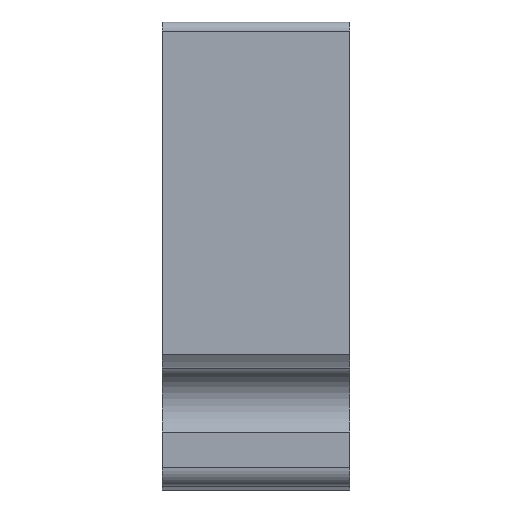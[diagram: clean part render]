
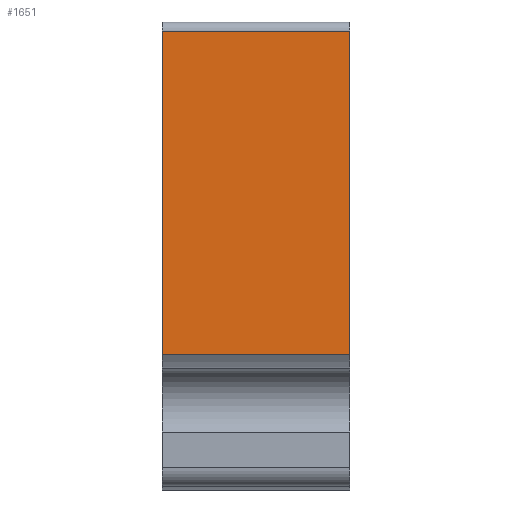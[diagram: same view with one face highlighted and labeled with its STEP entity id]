
A CAD part, left-side view. The second image highlights one B-rep face of the part: STEP entity #1651.
In plain terms, the highlighted planar face has unit normal (-1, 0, 0).
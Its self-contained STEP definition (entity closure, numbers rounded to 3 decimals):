
#141=FACE_OUTER_BOUND('',#245,.T.);
#245=EDGE_LOOP('',(#1296,#1297,#1298,#1299));
#400=LINE('',#2692,#549);
#403=LINE('',#2704,#552);
#405=LINE('',#2710,#554);
#406=LINE('',#2711,#555);
#549=VECTOR('',#2153,17.257);
#552=VECTOR('',#2164,10.);
#554=VECTOR('',#2170,10.);
#555=VECTOR('',#2171,17.257);
#757=VERTEX_POINT('',#2689);
#758=VERTEX_POINT('',#2691);
#763=VERTEX_POINT('',#2703);
#765=VERTEX_POINT('',#2709);
#952=EDGE_CURVE('',#757,#758,#400,.T.);
#958=EDGE_CURVE('',#758,#763,#403,.T.);
#961=EDGE_CURVE('',#757,#765,#405,.T.);
#962=EDGE_CURVE('',#763,#765,#406,.T.);
#1296=ORIENTED_EDGE('',*,*,#958,.F.);
#1297=ORIENTED_EDGE('',*,*,#952,.F.);
#1298=ORIENTED_EDGE('',*,*,#961,.T.);
#1299=ORIENTED_EDGE('',*,*,#962,.F.);
#1485=PLANE('',#1788);
#1651=ADVANCED_FACE('',(#141),#1485,.T.);
#1788=AXIS2_PLACEMENT_3D('',#2708,#2168,#2169);
#2153=DIRECTION('',(0.,0.,1.));
#2164=DIRECTION('',(0.,-1.,0.));
#2168=DIRECTION('center_axis',(-1.,0.,0.));
#2169=DIRECTION('ref_axis',(0.,0.,-1.));
#2170=DIRECTION('',(0.,-1.,0.));
#2171=DIRECTION('',(0.,0.,-1.));
#2689=CARTESIAN_POINT('',(-29.048,19.705,18.829));
#2691=CARTESIAN_POINT('',(-29.048,19.705,36.086));
#2692=CARTESIAN_POINT('',(-29.048,19.705,11.586));
#2703=CARTESIAN_POINT('',(-29.048,9.705,36.086));
#2704=CARTESIAN_POINT('',(-29.048,14.705,36.086));
#2708=CARTESIAN_POINT('Origin',(-29.048,14.705,36.586));
#2709=CARTESIAN_POINT('',(-29.048,9.705,18.829));
#2710=CARTESIAN_POINT('',(-29.048,9.705,18.829));
#2711=CARTESIAN_POINT('',(-29.048,9.705,11.586));
